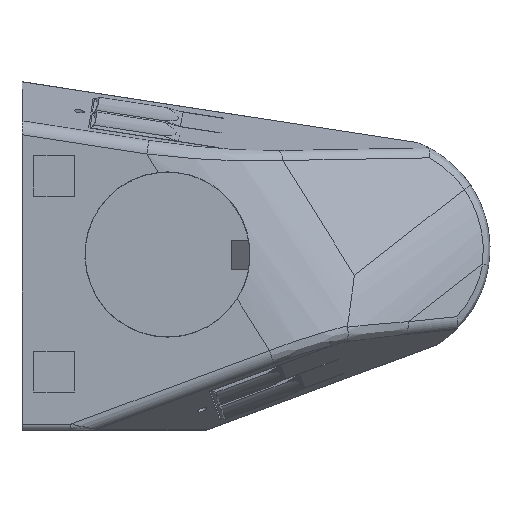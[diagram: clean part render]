
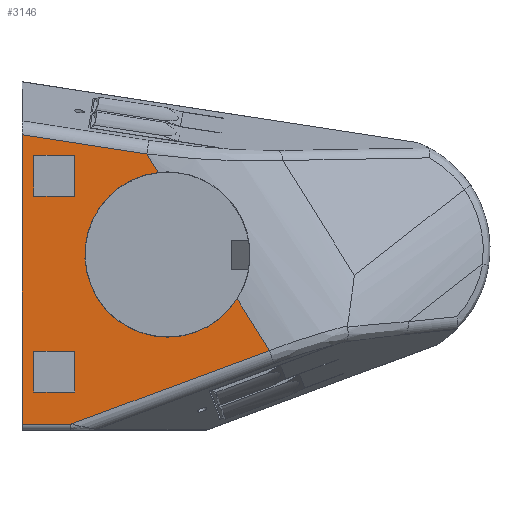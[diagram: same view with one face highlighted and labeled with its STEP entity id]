
A CAD part, top view. The second image highlights one B-rep face of the part: STEP entity #3146.
In plain terms, the highlighted planar face has unit normal (0, 0, 1).
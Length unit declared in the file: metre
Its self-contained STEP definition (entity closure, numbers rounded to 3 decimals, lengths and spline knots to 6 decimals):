
#125=CIRCLE('',#3367,0.02825);
#468=ORIENTED_EDGE('',*,*,#1365,.F.);
#469=ORIENTED_EDGE('',*,*,#1366,.T.);
#470=ORIENTED_EDGE('',*,*,#1367,.T.);
#471=ORIENTED_EDGE('',*,*,#1368,.F.);
#472=ORIENTED_EDGE('',*,*,#1369,.F.);
#473=ORIENTED_EDGE('',*,*,#1370,.T.);
#474=ORIENTED_EDGE('',*,*,#1371,.T.);
#475=ORIENTED_EDGE('',*,*,#1372,.F.);
#476=ORIENTED_EDGE('',*,*,#1373,.F.);
#477=ORIENTED_EDGE('',*,*,#1374,.T.);
#478=ORIENTED_EDGE('',*,*,#1375,.T.);
#479=ORIENTED_EDGE('',*,*,#1376,.F.);
#480=ORIENTED_EDGE('',*,*,#1377,.T.);
#481=ORIENTED_EDGE('',*,*,#1378,.T.);
#482=ORIENTED_EDGE('',*,*,#1379,.T.);
#1365=EDGE_CURVE('',#1798,#1799,#2088,.T.);
#1366=EDGE_CURVE('',#1798,#1800,#2089,.T.);
#1367=EDGE_CURVE('',#1800,#1801,#2090,.T.);
#1368=EDGE_CURVE('',#1799,#1801,#2091,.T.);
#1369=EDGE_CURVE('',#1802,#1803,#2092,.T.);
#1370=EDGE_CURVE('',#1802,#1804,#2093,.T.);
#1371=EDGE_CURVE('',#1804,#1805,#2094,.T.);
#1372=EDGE_CURVE('',#1803,#1805,#2095,.T.);
#1373=EDGE_CURVE('',#1806,#1807,#125,.T.);
#1374=EDGE_CURVE('',#1806,#1808,#2096,.F.);
#1375=EDGE_CURVE('',#1808,#1809,#2097,.T.);
#1376=EDGE_CURVE('',#1810,#1809,#2098,.T.);
#1377=EDGE_CURVE('',#1810,#1811,#2099,.T.);
#1378=EDGE_CURVE('',#1811,#1812,#2100,.T.);
#1379=EDGE_CURVE('',#1812,#1807,#2101,.F.);
#1798=VERTEX_POINT('',#4915);
#1799=VERTEX_POINT('',#4916);
#1800=VERTEX_POINT('',#4918);
#1801=VERTEX_POINT('',#4920);
#1802=VERTEX_POINT('',#4923);
#1803=VERTEX_POINT('',#4924);
#1804=VERTEX_POINT('',#4926);
#1805=VERTEX_POINT('',#4928);
#1806=VERTEX_POINT('',#4931);
#1807=VERTEX_POINT('',#4932);
#1808=VERTEX_POINT('',#4934);
#1809=VERTEX_POINT('',#4936);
#1810=VERTEX_POINT('',#4938);
#1811=VERTEX_POINT('',#4940);
#1812=VERTEX_POINT('',#4942);
#2088=LINE('',#4914,#2410);
#2089=LINE('',#4917,#2411);
#2090=LINE('',#4919,#2412);
#2091=LINE('',#4921,#2413);
#2092=LINE('',#4922,#2414);
#2093=LINE('',#4925,#2415);
#2094=LINE('',#4927,#2416);
#2095=LINE('',#4929,#2417);
#2096=LINE('',#4933,#2418);
#2097=LINE('',#4935,#2419);
#2098=LINE('',#4937,#2420);
#2099=LINE('',#4939,#2421);
#2100=LINE('',#4941,#2422);
#2101=LINE('',#4943,#2423);
#2410=VECTOR('',#3884,1.);
#2411=VECTOR('',#3885,1.);
#2412=VECTOR('',#3886,1.);
#2413=VECTOR('',#3887,1.);
#2414=VECTOR('',#3888,1.);
#2415=VECTOR('',#3889,1.);
#2416=VECTOR('',#3890,1.);
#2417=VECTOR('',#3891,1.);
#2418=VECTOR('',#3894,1.);
#2419=VECTOR('',#3895,1.);
#2420=VECTOR('',#3896,1.);
#2421=VECTOR('',#3897,1.);
#2422=VECTOR('',#3898,1.);
#2423=VECTOR('',#3899,1.);
#2603=EDGE_LOOP('',(#468,#469,#470,#471));
#2604=EDGE_LOOP('',(#472,#473,#474,#475));
#2605=EDGE_LOOP('',(#476,#477,#478,#479,#480,#481,#482));
#2830=FACE_BOUND('',#2603,.T.);
#2831=FACE_BOUND('',#2604,.T.);
#2832=FACE_BOUND('',#2605,.T.);
#3028=PLANE('',#3366);
#3146=ADVANCED_FACE('',(#2830,#2831,#2832),#3028,.T.);
#3366=AXIS2_PLACEMENT_3D('',#4913,#3882,#3883);
#3367=AXIS2_PLACEMENT_3D('',#4930,#3892,#3893);
#3882=DIRECTION('',(0.,0.,1.));
#3883=DIRECTION('',(1.,0.,0.));
#3884=DIRECTION('',(0.,-1.,0.));
#3885=DIRECTION('',(1.,0.,0.));
#3886=DIRECTION('',(0.,-1.,0.));
#3887=DIRECTION('',(1.,0.,0.));
#3888=DIRECTION('',(0.,-1.,0.));
#3889=DIRECTION('',(1.,0.,0.));
#3890=DIRECTION('',(0.,-1.,0.));
#3891=DIRECTION('',(1.,0.,0.));
#3892=DIRECTION('',(0.,0.,1.));
#3893=DIRECTION('',(1.,0.,0.));
#3894=DIRECTION('',(0.529,-0.849,0.));
#3895=DIRECTION('',(-0.988,0.152,0.));
#3896=DIRECTION('',(0.,1.,0.));
#3897=DIRECTION('',(1.,0.,0.));
#3898=DIRECTION('',(0.938,0.347,0.));
#3899=DIRECTION('',(0.529,-0.849,0.));
#4913=CARTESIAN_POINT('',(0.028125,-0.06,0.));
#4914=CARTESIAN_POINT('',(-0.045745,0.026936,0.));
#4915=CARTESIAN_POINT('',(-0.045745,0.033936,0.));
#4916=CARTESIAN_POINT('',(-0.045745,0.019936,0.));
#4917=CARTESIAN_POINT('',(-0.038745,0.033936,0.));
#4918=CARTESIAN_POINT('',(-0.031745,0.033936,0.));
#4919=CARTESIAN_POINT('',(-0.031745,0.026936,0.));
#4920=CARTESIAN_POINT('',(-0.031745,0.019936,0.));
#4921=CARTESIAN_POINT('',(-0.038745,0.019936,0.));
#4922=CARTESIAN_POINT('',(-0.045745,-0.04,0.));
#4923=CARTESIAN_POINT('',(-0.045745,-0.033,0.));
#4924=CARTESIAN_POINT('',(-0.045745,-0.047,0.));
#4925=CARTESIAN_POINT('',(-0.038745,-0.033,0.));
#4926=CARTESIAN_POINT('',(-0.031745,-0.033,0.));
#4927=CARTESIAN_POINT('',(-0.031745,-0.04,0.));
#4928=CARTESIAN_POINT('',(-0.031745,-0.047,0.));
#4929=CARTESIAN_POINT('',(-0.038745,-0.047,0.));
#4930=CARTESIAN_POINT('',(0.,0.,0.));
#4931=CARTESIAN_POINT('',(-0.003133,0.028076,0.));
#4932=CARTESIAN_POINT('',(0.023829,-0.015174,0.));
#4933=CARTESIAN_POINT('',(-0.000232,0.023423,0.));
#4934=CARTESIAN_POINT('',(-0.007059,0.034374,0.));
#4935=CARTESIAN_POINT('',(0.041486,0.026911,0.));
#4936=CARTESIAN_POINT('',(-0.049745,0.040936,0.));
#4937=CARTESIAN_POINT('',(-0.049745,-0.06,0.));
#4938=CARTESIAN_POINT('',(-0.049745,-0.058,0.));
#4939=CARTESIAN_POINT('',(0.028125,-0.058,0.));
#4940=CARTESIAN_POINT('',(-0.033062,-0.058,0.));
#4941=CARTESIAN_POINT('',(0.035518,-0.032594,0.));
#4942=CARTESIAN_POINT('',(0.034843,-0.032844,0.));
#4943=CARTESIAN_POINT('',(-0.000232,0.023423,0.));
